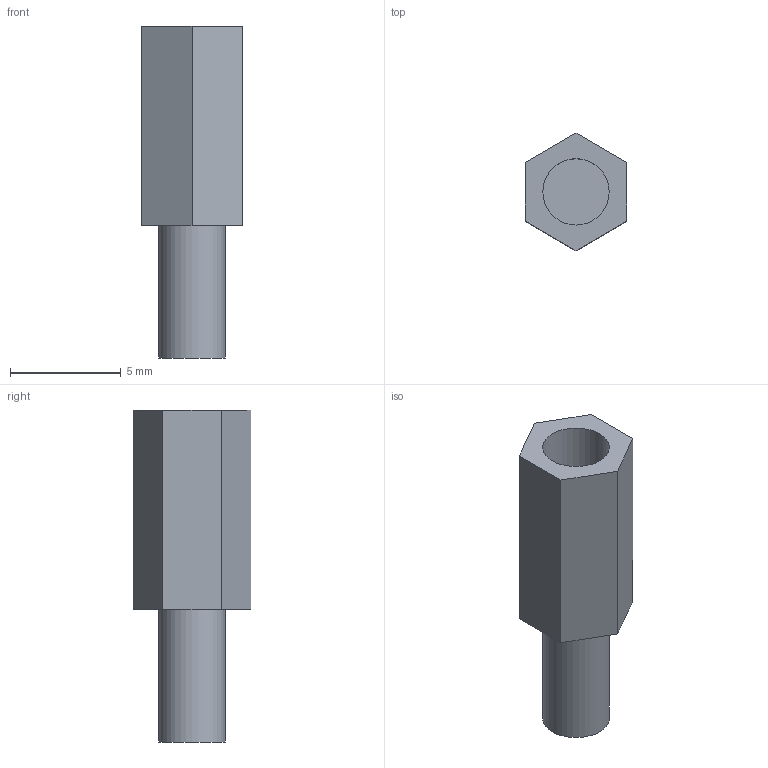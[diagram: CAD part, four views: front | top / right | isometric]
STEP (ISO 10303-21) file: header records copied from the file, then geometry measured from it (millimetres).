
FILE_DESCRIPTION(/* description */ ('','CAx-IF Rec.Pracs.---Representation and Presentation of Product Manufacturing Information (PMI)---4.0---2014-10-13'),/* implementation_level */ '2;1');
FILE_NAME(/* name */ 'PCB SEPARADOR.step',/* time_stamp */ '2025-01-01T21:18:18+01:00',/* author */ ('Familia CS'),/* organization */ (''),/* preprocessor_version */ 'ST-DEVELOPER v17',/* originating_system */ 'Autodesk Inventor 2019',/* authorisation */ '');
FILE_SCHEMA (('AP242_MANAGED_MODEL_BASED_3D_ENGINEERING_MIM_LF { 1 0 10303 442 1 1 4 }'));
Length unit declared in the file: millimetre
Products named in the file (1): PCB SEPARADOR
Bounding box: 4.6 x 5.31 x 15 mm (x, y, z)
Volume: 164.9 mm3; surface area: 293.2 mm2
Topology: 1 solids, 1 shells, 12 faces, 39 edges, 44 vertices
Faces by surface type: plane 10, cylinder 2
Full cylindrical faces by diameter (mm): 3 x2
Entity records: 568 total; most frequent: CARTESIAN_POINT 106, DIRECTION 92, ORIENTED_EDGE 48, AXIS2_PLACEMENT_3D 40, EDGE_CURVE 24, STYLED_ITEM 20, LINE 20, VECTOR 20
